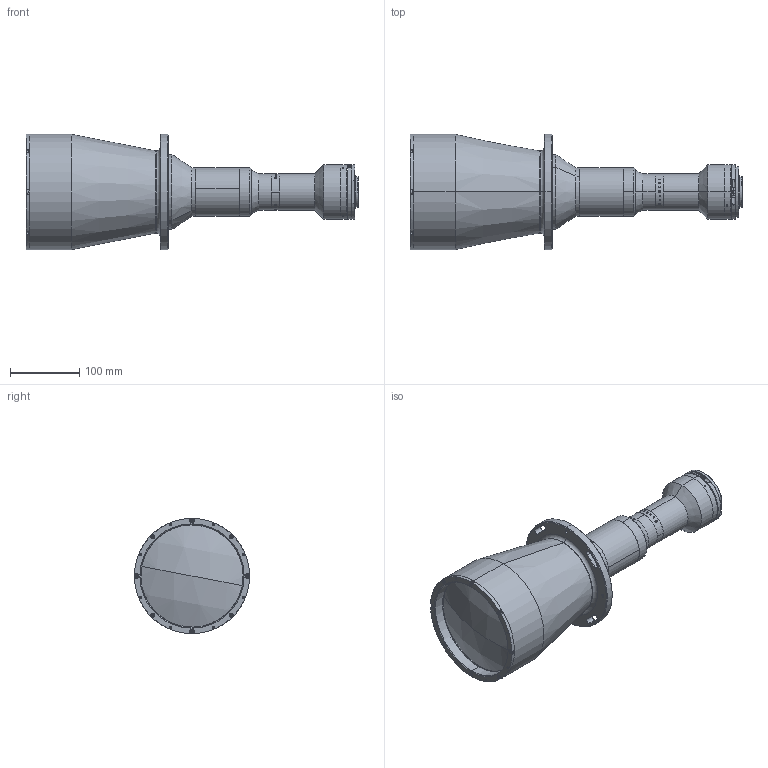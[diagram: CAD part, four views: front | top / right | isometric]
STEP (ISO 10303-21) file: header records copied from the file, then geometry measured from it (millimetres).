
FILE_DESCRIPTION (( 'STEP AP203' ), '1' );
FILE_NAME ('XF-PTL13738-F-(HD).STEP', '2019-02-22T00:56:11', ( 'puyufan' ), ( '' ), 'SwSTEP 2.0', 'SolidWorks 2014', '' );
FILE_SCHEMA (( 'CONFIG_CONTROL_DESIGN' ));
Length unit declared in the file: millimetre
Products named in the file (1): XF-PTL13738-F-(HD)
Bounding box: 477.87 x 166 x 166 mm (x, y, z)
Surface area: 318789.8 mm2 (no closed solid volume)
Topology: 0 solids, 38 shells, 325 faces, 1422 edges, 1136 vertices
Faces by surface type: cylinder 148, plane 116, cone 40, torus 16, sphere 4, bspline 1
Entity records: 20529 total; most frequent: CARTESIAN_POINT 8988, DIRECTION 2374, ORIENTED_EDGE 2067, EDGE_CURVE 1422, VERTEX_POINT 1136, AXIS2_PLACEMENT_3D 911, CIRCLE 586, VECTOR 552
